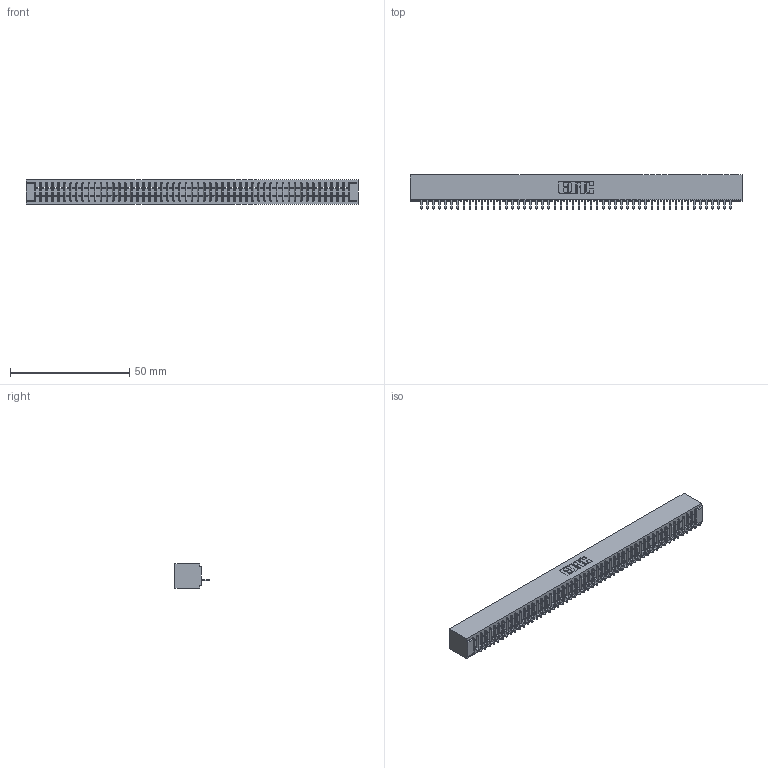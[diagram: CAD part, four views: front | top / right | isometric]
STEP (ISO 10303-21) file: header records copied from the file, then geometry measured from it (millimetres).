
FILE_DESCRIPTION (( 'STEP AP203' ), '1' );
FILE_NAME ('341-052-520-101.STEP', '2018-08-07T13:05:41', ( '' ), ( '' ), 'SwSTEP 2.0', 'SolidWorks 2016', '' );
FILE_SCHEMA (( 'CONFIG_CONTROL_DESIGN' ));
Length unit declared in the file: inch
Products named in the file (3): 341-292-001_341-292-120; 341-052-520-101; 341 Part_No Mounting Lugs
Assembly tree (53 placements, depth 2):
  341-052-520-101
    341 Part_No Mounting Lugs
    341-292-001_341-292-120  x52
Bounding box: 139.06 x 14.27 x 10.16 mm (x, y, z)
Volume: 10143.8 mm3; surface area: 16346.3 mm2
Topology: 53 solids, 53 shells, 4372 faces, 12616 edges, 8094 vertices
Faces by surface type: plane 2716, cylinder 1448, sphere 106, torus 102
Entity records: 59657 total; most frequent: CARTESIAN_POINT 10140, ORIENTED_EDGE 10128, DIRECTION 9778, EDGE_CURVE 5064, VECTOR 4106, LINE 4106, VERTEX_POINT 3198, AXIS2_PLACEMENT_3D 2836
